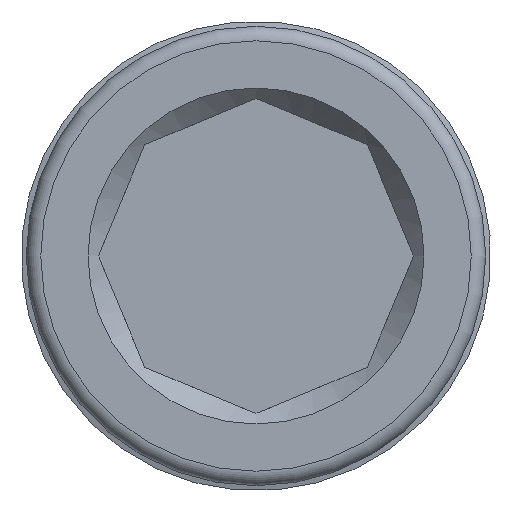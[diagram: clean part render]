
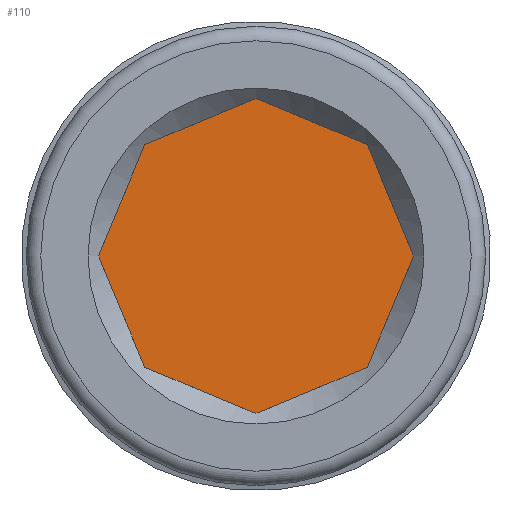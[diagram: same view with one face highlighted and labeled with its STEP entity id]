
A CAD part, left-side view. The second image highlights one B-rep face of the part: STEP entity #110.
In plain terms, the highlighted planar face has unit normal (-1, 0, 0).
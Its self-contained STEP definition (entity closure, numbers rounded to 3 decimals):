
#85=CARTESIAN_POINT('',(10.,2.764,0.0));
#86=DIRECTION('',(-1.0,0.0,0.0));
#87=DIRECTION('',(0.0,0.0,1.0));
#88=AXIS2_PLACEMENT_3D('',#85,#86,#87);
#89=PLANE('',#88);
#90=CARTESIAN_POINT('',(10.,5.528,0.0));
#91=VERTEX_POINT('',#90);
#92=CARTESIAN_POINT('',(10.0,-5.528,0.));
#93=VERTEX_POINT('',#92);
#94=CARTESIAN_POINT('',(10.,0.0,0.0));
#95=DIRECTION('',(1.0,0.0,0.0));
#96=DIRECTION('',(0.0,1.0,0.0));
#97=AXIS2_PLACEMENT_3D('',#94,#95,#96);
#98=CIRCLE('',#97,5.528);
#99=EDGE_CURVE('',#91,#93,#98,.T.);
#100=ORIENTED_EDGE('',*,*,#99,.F.);
#101=CARTESIAN_POINT('',(10.0,0.0,0.0));
#102=DIRECTION('',(1.0,0.0,0.0));
#103=DIRECTION('',(0.0,1.0,0.0));
#104=AXIS2_PLACEMENT_3D('',#101,#102,#103);
#105=CIRCLE('',#104,5.528);
#106=EDGE_CURVE('',#93,#91,#105,.T.);
#107=ORIENTED_EDGE('',*,*,#106,.F.);
#108=EDGE_LOOP('',(#100,#107));
#109=FACE_OUTER_BOUND('',#108,.T.);
#110=ADVANCED_FACE('',(#109),#89,.T.);
